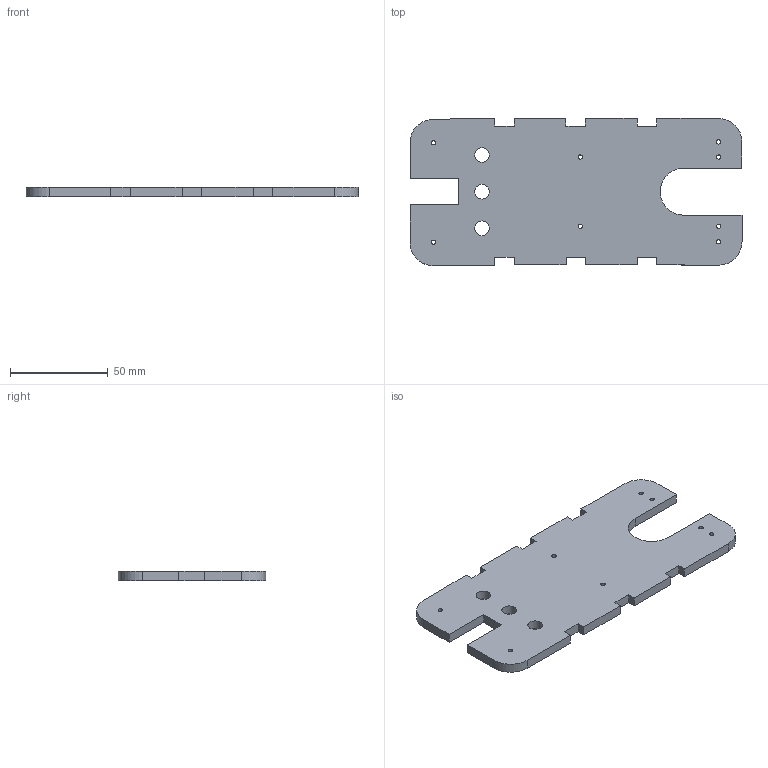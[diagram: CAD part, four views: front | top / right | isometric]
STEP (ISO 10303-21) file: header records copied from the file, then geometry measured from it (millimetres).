
FILE_DESCRIPTION(('FreeCAD Model'),'2;1');
FILE_NAME('Open CASCADE Shape Model','2024-09-26T13:27:21',(''),(''), 'Open CASCADE STEP processor 7.7','FreeCAD','Unknown');
FILE_SCHEMA(('AUTOMOTIVE_DESIGN { 1 0 10303 214 1 1 1 1 }'));
Length unit declared in the file: millimetre
Products named in the file (1): Body
Bounding box: 170.06 x 75.49 x 5 mm (x, y, z)
Volume: 54822.9 mm3; surface area: 25765.9 mm2
Topology: 1 solids, 1 shells, 53 faces, 153 edges, 102 vertices
Faces by surface type: plane 37, cylinder 16
Full cylindrical faces by diameter (mm): 2.2 x8, 7.5 x3
Entity records: 1805 total; most frequent: CARTESIAN_POINT 309, ORIENTED_EDGE 306, DIRECTION 293, EDGE_CURVE 153, LINE 121, VECTOR 121, VERTEX_POINT 102, AXIS2_PLACEMENT_3D 86
